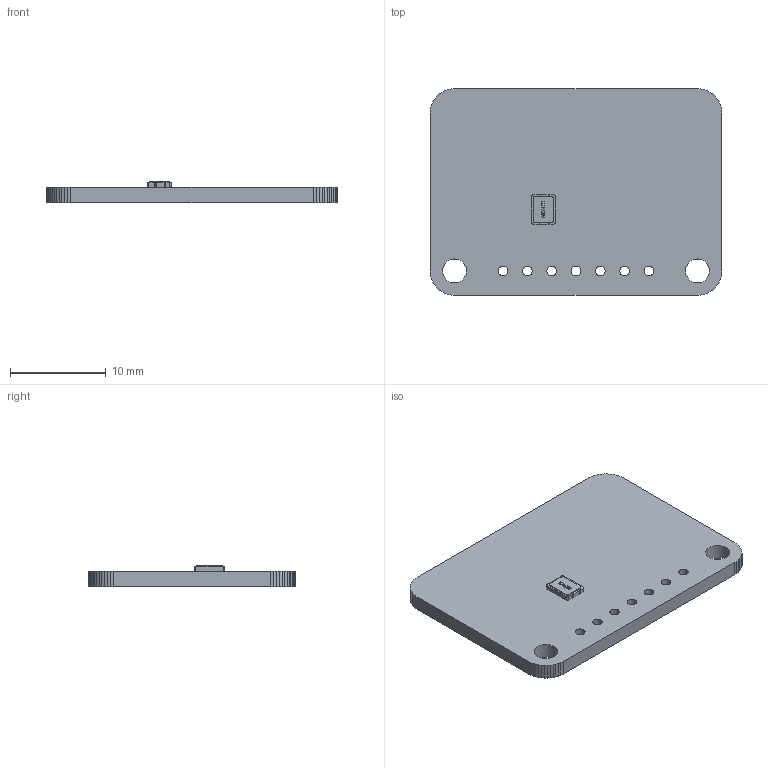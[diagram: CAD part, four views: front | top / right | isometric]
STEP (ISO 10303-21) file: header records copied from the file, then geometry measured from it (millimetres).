
FILE_DESCRIPTION(('KiCad electronic assembly'),'2;1');
FILE_NAME('Adafruit Si5351A Plain.step','2022-12-20T14:11:48',('Pcbnew') ,('Kicad'),'Open CASCADE STEP processor 7.5','KiCad to STEP converter' ,'Unknown');
FILE_SCHEMA(('AUTOMOTIVE_DESIGN { 1 0 10303 214 1 1 1 1 }'));
Length unit declared in the file: millimetre
Products named in the file (4): Adafruit Si5351A Plain 1; ASTX-H11-25.000MHZ-T; SOLID; PCB
Assembly tree (3 placements, depth 3):
  Adafruit Si5351A Plain 1
    ASTX-H11-25.000MHZ-T
      SOLID
    PCB
Bounding box: 30.48 x 21.59 x 2.2 mm (x, y, z)
Volume: 1027.1 mm3; surface area: 1521.6 mm2
Topology: 2 solids, 2 shells, 214 faces, 600 edges, 400 vertices
Faces by surface type: plane 164, cylinder 35, bspline 15
Full cylindrical faces by diameter (mm): 1 x7, 2.5 x2
Entity records: 16807 total; most frequent: CARTESIAN_POINT 3819, DIRECTION 2138, LINE 1582, VECTOR 1582, ORIENTED_EDGE 1200, PCURVE 1200, DEFINITIONAL_REPRESENTATION 1200, EDGE_CURVE 600
